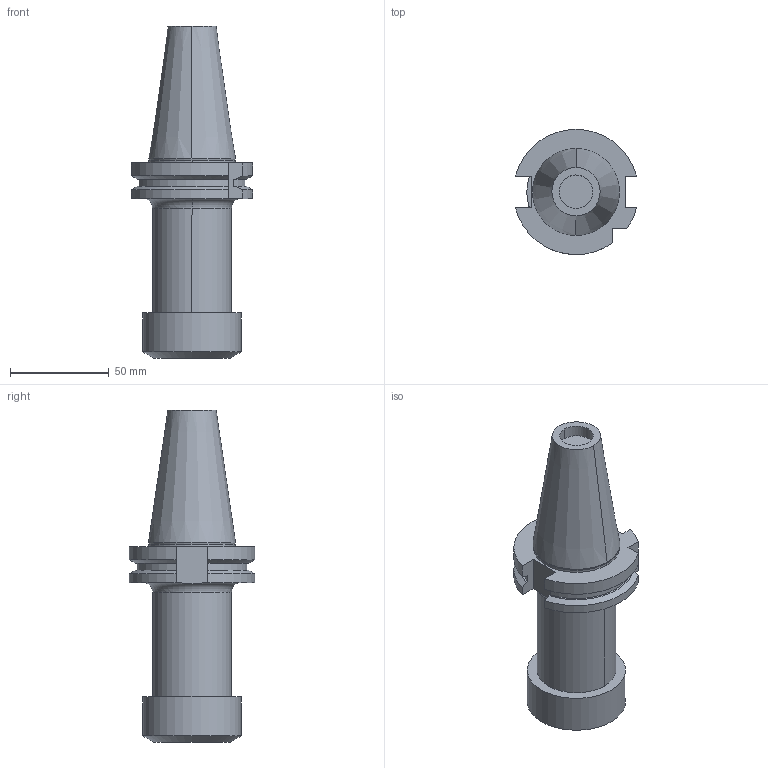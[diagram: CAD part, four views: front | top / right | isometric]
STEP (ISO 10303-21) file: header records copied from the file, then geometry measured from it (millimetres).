
FILE_DESCRIPTION(/* description */ (''),/* implementation_level */ '2;1');
FILE_NAME(/* name */ '204640677ndi000_00.stp',/* time_stamp */ '2023-03-21T09:04:53+01:00',/* author */ (''),/* organization */ (''),/* preprocessor_version */ 'ST-DEVELOPER v16.7',/* originating_system */ 'SIEMENS PLM Software NX 12.0',/* authorisation */ '');
FILE_SCHEMA (('AUTOMOTIVE_DESIGN { 1 0 10303 214 3 1 1 1 }'));
Length unit declared in the file: millimetre
Products named in the file (1): kl62047CCB74uxl7
Bounding box: 61.48 x 63.54 x 168.4 mm (x, y, z)
Volume: 200783.9 mm3; surface area: 34085.4 mm2
Topology: 1 solids, 1 shells, 77 faces, 194 edges, 125 vertices
Faces by surface type: plane 26, cylinder 24, cone 15, torus 8, bspline 4
Full cylindrical faces by diameter (mm): 49.9 x1
Entity records: 2658 total; most frequent: CARTESIAN_POINT 719, DIRECTION 413, ORIENTED_EDGE 390, EDGE_CURVE 195, AXIS2_PLACEMENT_3D 168, VERTEX_POINT 128, CIRCLE 91, EDGE_LOOP 85
